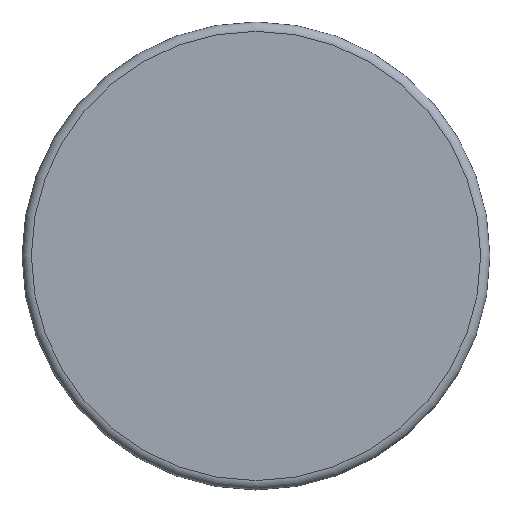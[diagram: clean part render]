
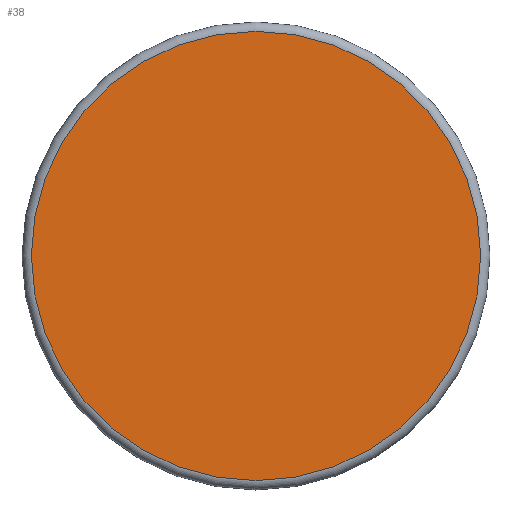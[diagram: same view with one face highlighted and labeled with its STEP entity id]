
A CAD part, top view. The second image highlights one B-rep face of the part: STEP entity #38.
In plain terms, the highlighted planar face has unit normal (0, 0, 1).
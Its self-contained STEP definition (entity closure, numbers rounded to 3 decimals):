
#38 = ADVANCED_FACE( '', ( #76 ), #77, .F. );
#76 = FACE_OUTER_BOUND( '', #147, .T. );
#77 = PLANE( '', #148 );
#147 = EDGE_LOOP( '', ( #181 ) );
#148 = AXIS2_PLACEMENT_3D( '', #182, #183, #184 );
#181 = ORIENTED_EDGE( '', *, *, #217, .T. );
#182 = CARTESIAN_POINT( '', ( 12.5, 0., 9.5 ) );
#183 = DIRECTION( '', ( 0., 0., -1. ) );
#184 = DIRECTION( '', ( -1., 0., 0. ) );
#217 = EDGE_CURVE( '', #236, #236, #237, .F. );
#236 = VERTEX_POINT( '', #258 );
#237 = CIRCLE( '', #259, 12. );
#258 = CARTESIAN_POINT( '', ( -12., 0., 9.5 ) );
#259 = AXIS2_PLACEMENT_3D( '', #280, #281, #282 );
#280 = CARTESIAN_POINT( '', ( 0., 0., 9.5 ) );
#281 = DIRECTION( '', ( 0., 0., -1. ) );
#282 = DIRECTION( '', ( -1., 0., 0. ) );
